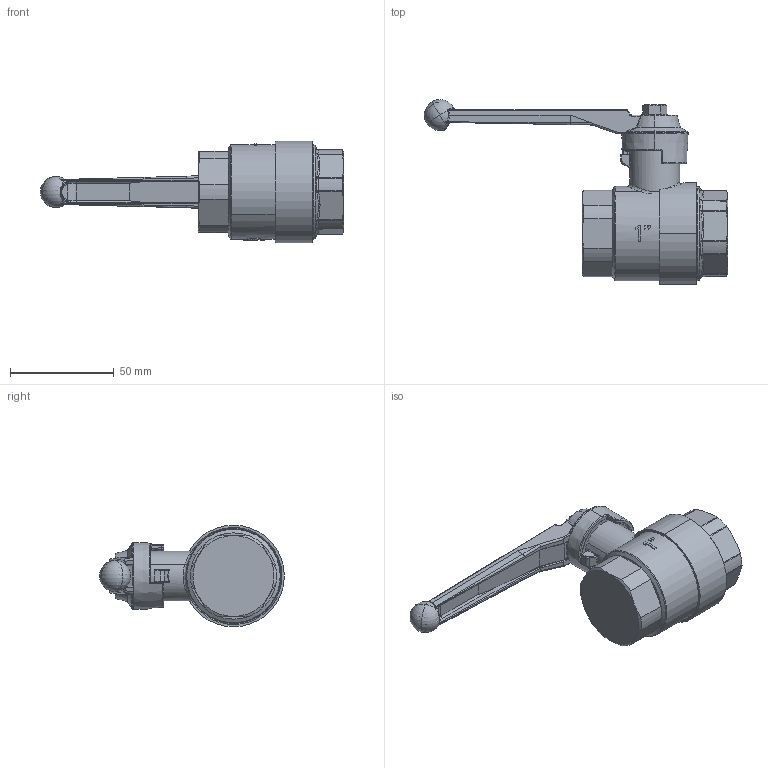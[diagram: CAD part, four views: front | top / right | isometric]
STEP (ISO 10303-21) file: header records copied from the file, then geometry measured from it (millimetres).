
FILE_DESCRIPTION(('CATIA V5 STEP Exchange'),'2;1');
FILE_NAME('STEP_327600_-_TST.stp','2017-03-13T13:39:14+00:00',('none'),('none'),'CATIA Version 5-6 Release 2014 SP5','CATIA V5 STEP AP203','none');
FILE_SCHEMA(('CONFIG_CONTROL_DESIGN'));
Length unit declared in the file: millimetre
Products named in the file (1): 327600 - TST
Bounding box: 145.94 x 88.92 x 49 mm (x, y, z)
Volume: 137223.9 mm3; surface area: 22672.9 mm2
Topology: 1 solids, 1 shells, 443 faces, 1139 edges, 693 vertices
Faces by surface type: plane 115, bspline 106, cylinder 102, torus 58, cone 47, sphere 13, revolution 2
Entity records: 17026 total; most frequent: CARTESIAN_POINT 8205, ORIENTED_EDGE 2238, DIRECTION 1143, EDGE_CURVE 1119, VERTEX_POINT 693, AXIS2_PLACEMENT_3D 566, EDGE_LOOP 458, ADVANCED_FACE 443
